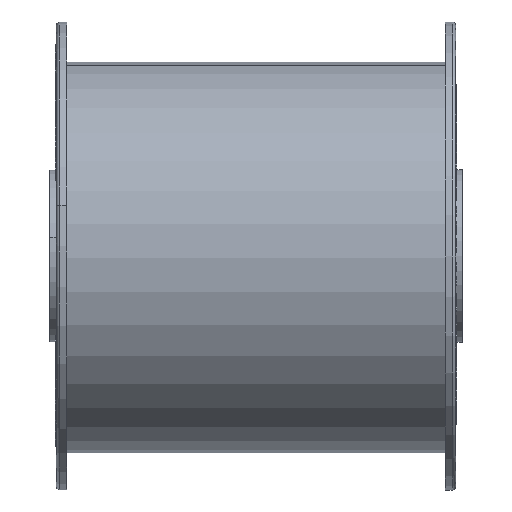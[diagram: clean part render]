
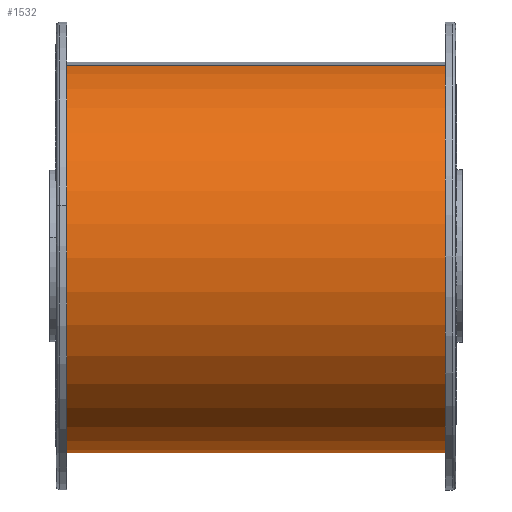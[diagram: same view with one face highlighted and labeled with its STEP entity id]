
A CAD part, left-side view. The second image highlights one B-rep face of the part: STEP entity #1532.
In plain terms, the highlighted cylindrical face has radius 28.373 mm (diameter 56.746 mm), a partial arc.
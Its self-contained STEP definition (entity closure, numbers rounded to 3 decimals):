
#10 = EDGE_CURVE ( 'NONE', #8445, #2884, #22068, .T. ) ;
#67 = EDGE_LOOP ( 'NONE', ( #8827, #2255, #387, #14480 ) ) ;
#387 = ORIENTED_EDGE ( 'NONE', *, *, #20743, .T. ) ;
#1257 = CARTESIAN_POINT ( 'NONE',  ( 28.148, 0., 0. ) ) ;
#1532 = ADVANCED_FACE ( 'NONE', ( #21214 ), #7318, .T. ) ;
#1664 = EDGE_CURVE ( 'NONE', #18167, #2884, #19296, .T. ) ;
#2175 = LINE ( 'NONE', #16423, #14201 ) ;
#2255 = ORIENTED_EDGE ( 'NONE', *, *, #3454, .F. ) ;
#2854 = DIRECTION ( 'NONE',  ( 1., 0., 0. ) ) ;
#2884 = VERTEX_POINT ( 'NONE', #13408 ) ;
#3454 = EDGE_CURVE ( 'NONE', #12982, #18167, #2175, .T. ) ;
#3920 = CIRCLE ( 'NONE', #19955, 28.373 ) ;
#5560 = DIRECTION ( 'NONE',  ( 0., -1., 0. ) ) ;
#5904 = DIRECTION ( 'NONE',  ( 1., 0., 0. ) ) ;
#7318 = CYLINDRICAL_SURFACE ( 'NONE', #8478, 28.373 ) ;
#7489 = DIRECTION ( 'NONE',  ( 0., -1., 0. ) ) ;
#8227 = DIRECTION ( 'NONE',  ( 0., -1., 0. ) ) ;
#8445 = VERTEX_POINT ( 'NONE', #16690 ) ;
#8478 = AXIS2_PLACEMENT_3D ( 'NONE', #21562, #5560, #14081 ) ;
#8827 = ORIENTED_EDGE ( 'NONE', *, *, #1664, .F. ) ;
#12564 = AXIS2_PLACEMENT_3D ( 'NONE', #21786, #19905, #5904 ) ;
#12982 = VERTEX_POINT ( 'NONE', #14845 ) ;
#13408 = CARTESIAN_POINT ( 'NONE',  ( -28.598, 0., 0. ) ) ;
#14081 = DIRECTION ( 'NONE',  ( 0., 0., -1. ) ) ;
#14201 = VECTOR ( 'NONE', #14669, 1000. ) ;
#14471 = VECTOR ( 'NONE', #7489, 1000. ) ;
#14480 = ORIENTED_EDGE ( 'NONE', *, *, #10, .T. ) ;
#14669 = DIRECTION ( 'NONE',  ( 0., -1., 0. ) ) ;
#14845 = CARTESIAN_POINT ( 'NONE',  ( 28.148, 55., 0. ) ) ;
#16423 = CARTESIAN_POINT ( 'NONE',  ( 28.148, 55., 0. ) ) ;
#16690 = CARTESIAN_POINT ( 'NONE',  ( -28.598, 55., 0. ) ) ;
#18167 = VERTEX_POINT ( 'NONE', #1257 ) ;
#19296 = CIRCLE ( 'NONE', #12564, 28.373 ) ;
#19905 = DIRECTION ( 'NONE',  ( 0., -1., 0. ) ) ;
#19955 = AXIS2_PLACEMENT_3D ( 'NONE', #21938, #8227, #2854 ) ;
#20422 = CARTESIAN_POINT ( 'NONE',  ( -28.598, 55., 0. ) ) ;
#20743 = EDGE_CURVE ( 'NONE', #12982, #8445, #3920, .T. ) ;
#21214 = FACE_OUTER_BOUND ( 'NONE', #67, .T. ) ;
#21562 = CARTESIAN_POINT ( 'NONE',  ( -0.225, 55., 0. ) ) ;
#21786 = CARTESIAN_POINT ( 'NONE',  ( -0.225, 0., 0. ) ) ;
#21938 = CARTESIAN_POINT ( 'NONE',  ( -0.225, 55., 0. ) ) ;
#22068 = LINE ( 'NONE', #20422, #14471 ) ;
